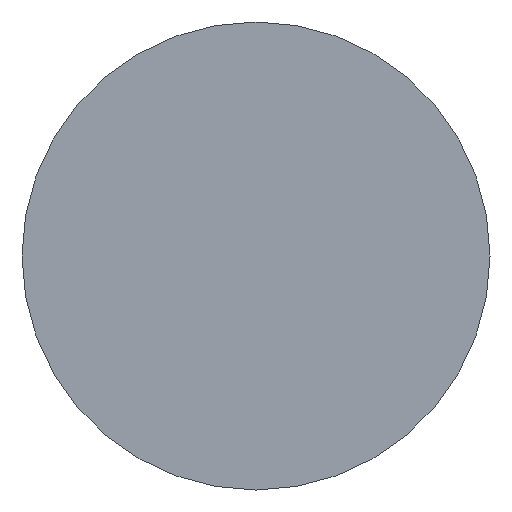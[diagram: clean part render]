
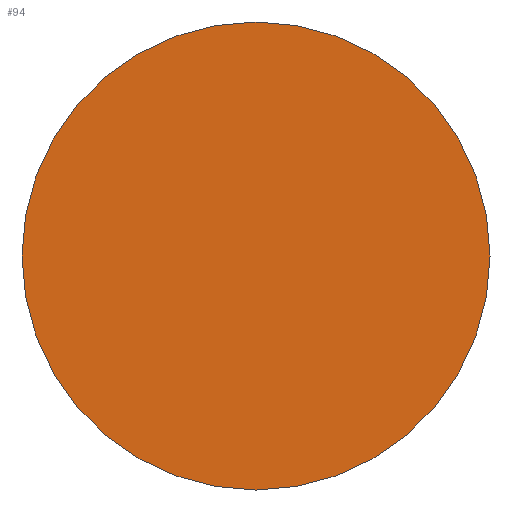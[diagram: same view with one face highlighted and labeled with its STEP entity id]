
A CAD part, front view. The second image highlights one B-rep face of the part: STEP entity #94.
In plain terms, the highlighted planar face has unit normal (0, -1, 0).
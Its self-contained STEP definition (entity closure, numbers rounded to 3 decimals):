
#94=ADVANCED_FACE('',(#232),#233,.T.);
#232=FACE_OUTER_BOUND('',#418,.T.);
#233=PLANE('',#419);
#418=EDGE_LOOP('',(#615,#616));
#419=AXIS2_PLACEMENT_3D('',#617,#618,#619);
#615=ORIENTED_EDGE('',*,*,#1054,.T.);
#616=ORIENTED_EDGE('',*,*,#1041,.T.);
#617=CARTESIAN_POINT('',(0.0,0.0,0.0));
#618=DIRECTION('',(0.0,-1.0,0.0));
#619=DIRECTION('',(-1.0,0.0,0.0));
#1041=EDGE_CURVE('',#1221,#1218,#1222,.T.);
#1054=EDGE_CURVE('',#1218,#1221,#1240,.T.);
#1218=VERTEX_POINT('',#1466);
#1221=VERTEX_POINT('',#1470);
#1222=CIRCLE('',#1471,27.0);
#1240=CIRCLE('',#1492,27.0);
#1466=CARTESIAN_POINT('',(27.0,0.0,0.0));
#1470=CARTESIAN_POINT('',(-27.0,0.0,0.));
#1471=AXIS2_PLACEMENT_3D('',#2023,#2024,#2025);
#1492=AXIS2_PLACEMENT_3D('',#2047,#2048,#2049);
#2023=CARTESIAN_POINT('',(0.0,0.0,0.0));
#2024=DIRECTION('',(0.0,-1.0,0.0));
#2025=DIRECTION('',(1.0,0.0,0.0));
#2047=CARTESIAN_POINT('',(0.0,0.0,0.0));
#2048=DIRECTION('',(0.0,-1.0,0.0));
#2049=DIRECTION('',(1.0,0.0,0.0));
